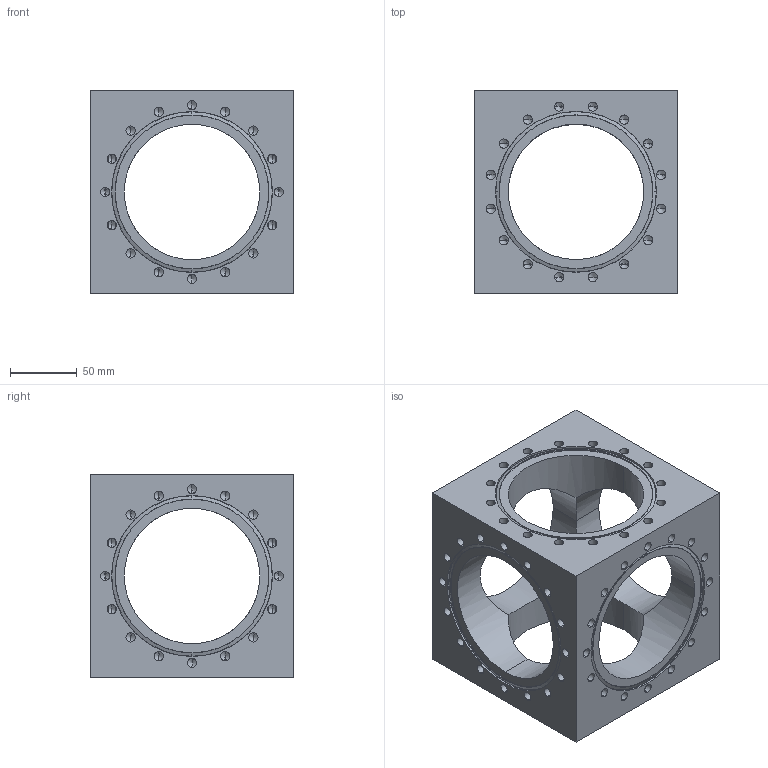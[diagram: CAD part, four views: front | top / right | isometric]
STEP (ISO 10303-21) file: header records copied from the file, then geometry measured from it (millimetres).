
FILE_DESCRIPTION (( 'STEP AP203' ), '1' );
FILE_NAME ('408004.STEP', '2009-08-21T20:22:36', ( 'MarkD' ), ( '' ), 'SwSTEP 2.0', 'SolidWorks 2009', '' );
FILE_SCHEMA (( 'CONFIG_CONTROL_DESIGN' ));
Length unit declared in the file: inch
Products named in the file (1): 408004
Bounding box: 152.4 x 152.4 x 152.4 mm (x, y, z)
Volume: 1222851.3 mm3; surface area: 189632.9 mm2
Topology: 1 solids, 1 shells, 564 faces, 1358 edges, 678 vertices
Faces by surface type: cylinder 308, cone 220, torus 24, plane 12
Entity records: 15411 total; most frequent: CARTESIAN_POINT 3285, DIRECTION 2722, ORIENTED_EDGE 2332, EDGE_CURVE 1166, AXIS2_PLACEMENT_3D 1123, VERTEX_POINT 678, EDGE_LOOP 672, FACE_OUTER_BOUND 564
